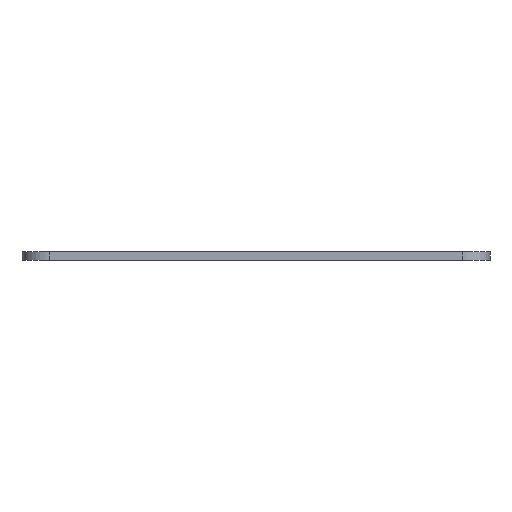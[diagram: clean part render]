
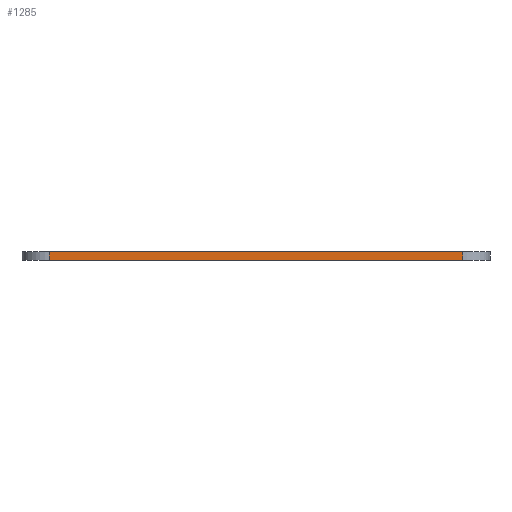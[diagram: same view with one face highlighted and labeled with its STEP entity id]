
A CAD part, front view. The second image highlights one B-rep face of the part: STEP entity #1285.
In plain terms, the highlighted planar face has unit normal (0, -1, 0).
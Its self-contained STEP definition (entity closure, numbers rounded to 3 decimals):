
#39=PLANE('',#1399);
#75=FACE_OUTER_BOUND('',#152,.T.);
#152=EDGE_LOOP('',(#941,#942,#943,#944));
#231=LINE('',#1903,#359);
#261=LINE('',#2025,#389);
#263=LINE('',#2029,#391);
#264=LINE('',#2030,#392);
#359=VECTOR('',#1511,10.);
#389=VECTOR('',#1605,10.);
#391=VECTOR('',#1609,10.);
#392=VECTOR('',#1610,10.);
#552=VERTEX_POINT('',#1900);
#553=VERTEX_POINT('',#1902);
#613=VERTEX_POINT('',#2023);
#614=VERTEX_POINT('',#2028);
#682=EDGE_CURVE('',#552,#553,#231,.T.);
#743=EDGE_CURVE('',#613,#552,#261,.T.);
#745=EDGE_CURVE('',#614,#613,#263,.T.);
#746=EDGE_CURVE('',#553,#614,#264,.T.);
#941=ORIENTED_EDGE('',*,*,#743,.F.);
#942=ORIENTED_EDGE('',*,*,#745,.F.);
#943=ORIENTED_EDGE('',*,*,#746,.F.);
#944=ORIENTED_EDGE('',*,*,#682,.F.);
#1285=ADVANCED_FACE('',(#75),#39,.T.);
#1399=AXIS2_PLACEMENT_3D('',#2027,#1607,#1608);
#1511=DIRECTION('',(-1.,0.,0.));
#1605=DIRECTION('',(0.,0.,-1.));
#1607=DIRECTION('center_axis',(0.,-1.,0.));
#1608=DIRECTION('ref_axis',(1.,0.,0.));
#1609=DIRECTION('',(1.,0.,0.));
#1610=DIRECTION('',(0.,0.,1.));
#1900=CARTESIAN_POINT('',(66.622,-51.634,0.));
#1902=CARTESIAN_POINT('',(-8.478,-51.634,0.));
#1903=CARTESIAN_POINT('',(71.622,-51.634,0.));
#2023=CARTESIAN_POINT('',(66.622,-51.634,1.5));
#2025=CARTESIAN_POINT('',(66.622,-51.634,0.));
#2027=CARTESIAN_POINT('Origin',(-13.478,-51.634,0.));
#2028=CARTESIAN_POINT('',(-8.478,-51.634,1.5));
#2029=CARTESIAN_POINT('',(71.622,-51.634,1.5));
#2030=CARTESIAN_POINT('',(-8.478,-51.634,0.));
